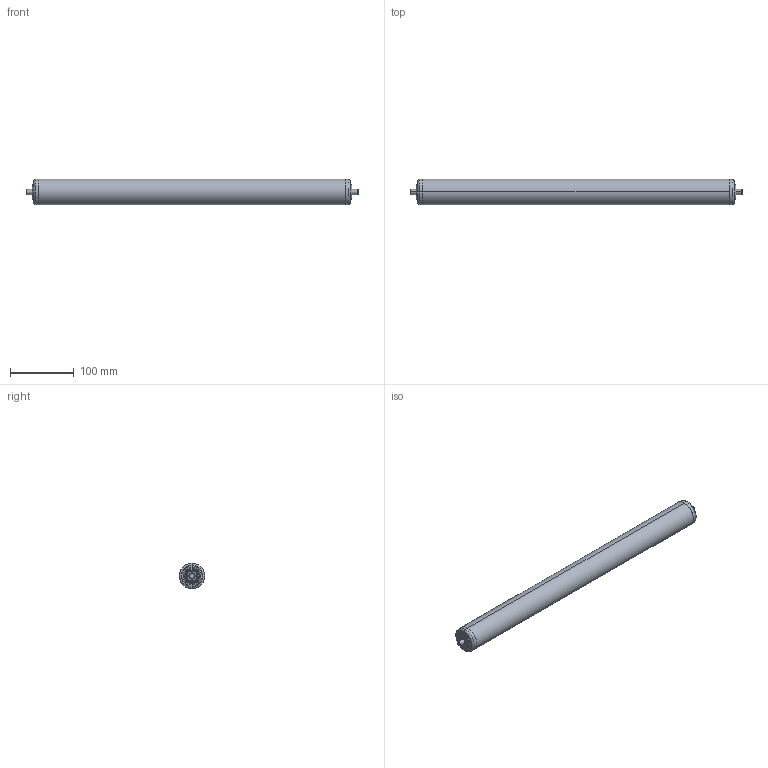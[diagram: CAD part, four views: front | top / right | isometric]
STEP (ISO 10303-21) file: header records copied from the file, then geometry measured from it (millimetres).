
FILE_DESCRIPTION (( 'STEP AP214' ), '1' );
FILE_NAME ('0034511_KUT50-40x2,3-KB-A8-FA-EL=500.step', '2018-10-24T11:22:43', ( '' ), ( '' ), 'SwSTEP 2.0', 'SolidWorks 2018', '' );
FILE_SCHEMA (( 'AUTOMOTIVE_DESIGN' ));
Length unit declared in the file: millimetre
Products named in the file (1): 0034511_KUT50-40x2,3-KB-A8-FA-EL=500
Bounding box: 520 x 40 x 40 mm (x, y, z)
Volume: 182557.8 mm3; surface area: 156640.1 mm2
Topology: 30 solids, 30 shells, 580 faces, 1620 edges, 1006 vertices
Faces by surface type: plane 234, cylinder 166, bspline 160, cone 20
Entity records: 32015 total; most frequent: CARTESIAN_POINT 11477, ORIENTED_EDGE 3024, DIRECTION 2834, EDGE_CURVE 1512, AXIS2_PLACEMENT_3D 1163, VERTEX_POINT 1006, CIRCLE 742, UNCERTAINTY_MEASURE_WITH_UNIT 612
